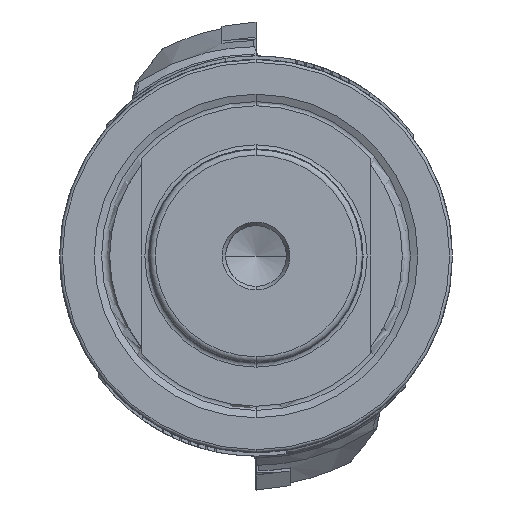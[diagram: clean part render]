
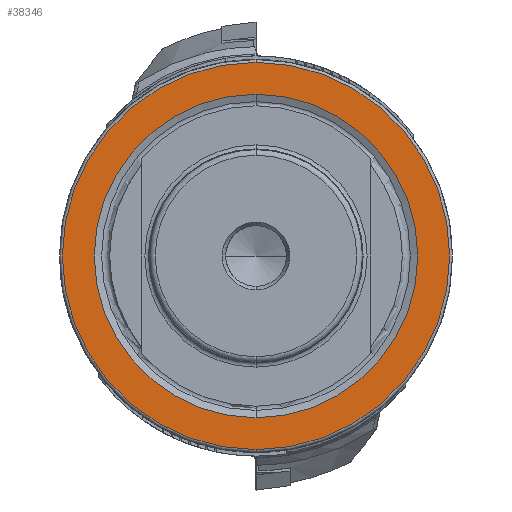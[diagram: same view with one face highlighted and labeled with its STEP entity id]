
A CAD part, left-side view. The second image highlights one B-rep face of the part: STEP entity #38346.
In plain terms, the highlighted planar face has unit normal (-1, 0, 0).
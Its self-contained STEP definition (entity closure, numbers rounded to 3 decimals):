
#4653 = CARTESIAN_POINT ( 'NONE',  ( 0., 0., 0. ) ) ;
#7264 = AXIS2_PLACEMENT_3D ( 'NONE', #47848, #22839, #51970 ) ;
#7921 = EDGE_CURVE ( 'NONE', #18049, #25512, #29404, .T. ) ;
#8904 = DIRECTION ( 'NONE',  ( 0., 0., 1. ) ) ;
#11004 = CARTESIAN_POINT ( 'NONE',  ( 0., 0., -22.632 ) ) ;
#11782 = DIRECTION ( 'NONE',  ( 1., 0., 0. ) ) ;
#12574 = EDGE_CURVE ( 'NONE', #48535, #25455, #16886, .T. ) ;
#13124 = CARTESIAN_POINT ( 'NONE',  ( 0., 0., 22.632 ) ) ;
#16886 = CIRCLE ( 'NONE', #23894, 22.632 ) ;
#18049 = VERTEX_POINT ( 'NONE', #19644 ) ;
#18806 = ORIENTED_EDGE ( 'NONE', *, *, #45627, .T. ) ;
#19225 = EDGE_LOOP ( 'NONE', ( #48253, #18806 ) ) ;
#19279 = FACE_OUTER_BOUND ( 'NONE', #19225, .T. ) ;
#19644 = CARTESIAN_POINT ( 'NONE',  ( 0., 0., 27.1 ) ) ;
#20602 = FACE_BOUND ( 'NONE', #25149, .T. ) ;
#22106 = ORIENTED_EDGE ( 'NONE', *, *, #22421, .F. ) ;
#22421 = EDGE_CURVE ( 'NONE', #25455, #48535, #33924, .T. ) ;
#22425 = CARTESIAN_POINT ( 'NONE',  ( 0., 0., 0. ) ) ;
#22839 = DIRECTION ( 'NONE',  ( -1., 0., 0. ) ) ;
#23768 = CARTESIAN_POINT ( 'NONE',  ( 0., 0., -27.1 ) ) ;
#23894 = AXIS2_PLACEMENT_3D ( 'NONE', #4653, #34181, #8904 ) ;
#24324 = PLANE ( 'NONE',  #37373 ) ;
#25149 = EDGE_LOOP ( 'NONE', ( #25357, #22106 ) ) ;
#25357 = ORIENTED_EDGE ( 'NONE', *, *, #12574, .F. ) ;
#25455 = VERTEX_POINT ( 'NONE', #11004 ) ;
#25512 = VERTEX_POINT ( 'NONE', #23768 ) ;
#25759 = DIRECTION ( 'NONE',  ( 0., 0., 1. ) ) ;
#25900 = DIRECTION ( 'NONE',  ( -1., 0., 0. ) ) ;
#26133 = CARTESIAN_POINT ( 'NONE',  ( 0., 0., 0. ) ) ;
#26643 = DIRECTION ( 'NONE',  ( 0., 0., 1. ) ) ;
#29404 = CIRCLE ( 'NONE', #43711, 27.1 ) ;
#33449 = AXIS2_PLACEMENT_3D ( 'NONE', #22425, #51559, #26643 ) ;
#33924 = CIRCLE ( 'NONE', #33449, 22.632 ) ;
#34181 = DIRECTION ( 'NONE',  ( -1., 0., 0. ) ) ;
#37373 = AXIS2_PLACEMENT_3D ( 'NONE', #49298, #11782, #41204 ) ;
#38346 = ADVANCED_FACE ( 'NONE', ( #20602, #19279 ), #24324, .F. ) ;
#41204 = DIRECTION ( 'NONE',  ( 0., 0., -1. ) ) ;
#43711 = AXIS2_PLACEMENT_3D ( 'NONE', #26133, #25900, #25759 ) ;
#45627 = EDGE_CURVE ( 'NONE', #25512, #18049, #50500, .T. ) ;
#47848 = CARTESIAN_POINT ( 'NONE',  ( 0., 0., 0. ) ) ;
#48253 = ORIENTED_EDGE ( 'NONE', *, *, #7921, .T. ) ;
#48535 = VERTEX_POINT ( 'NONE', #13124 ) ;
#49298 = CARTESIAN_POINT ( 'NONE',  ( 0., -22.632, 0. ) ) ;
#50500 = CIRCLE ( 'NONE', #7264, 27.1 ) ;
#51559 = DIRECTION ( 'NONE',  ( -1., 0., 0. ) ) ;
#51970 = DIRECTION ( 'NONE',  ( 0., 0., 1. ) ) ;
